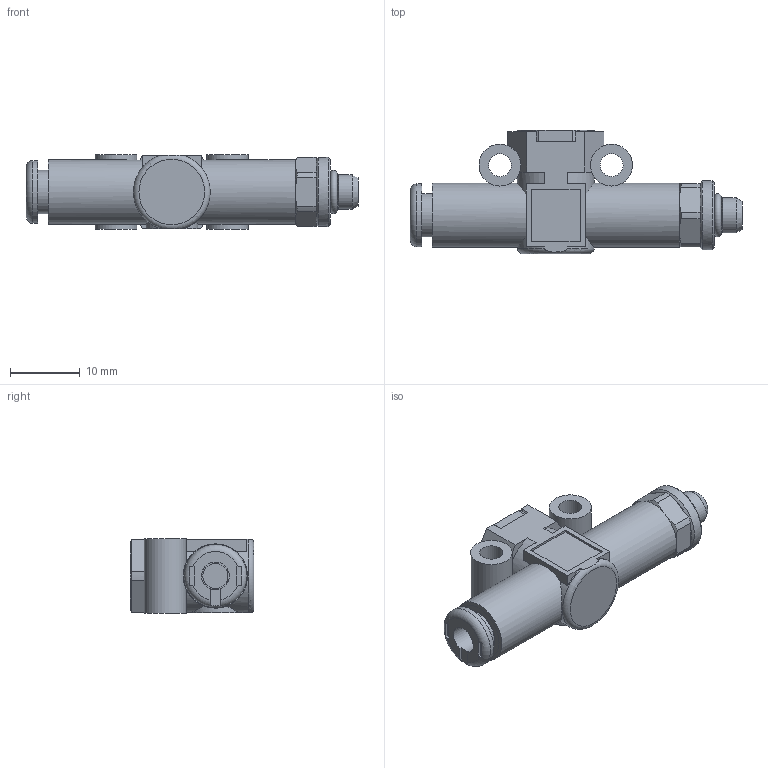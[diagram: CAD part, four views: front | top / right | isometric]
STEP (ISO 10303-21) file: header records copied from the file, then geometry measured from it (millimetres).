
FILE_DESCRIPTION( ( 'STEP AP214' ), ' ' );
FILE_NAME( '9064201.stp', '2017-03-31T09:55:49', ( '' ), ( '' ), ' ', 'PARTsolutions', ' ' );
FILE_SCHEMA( ( 'AUTOMOTIVE_DESIGN { 1 0 10303 214 1 1 1 1 }' ) );
Length unit declared in the file: millimetre
Products named in the file (5): 9064201; _LINE-ON-LINE D4 VSR-L body; _LINE-ON-LINE D4-M5 thread port; _LINE-ON-LINE D4 VNR-L bushing; _LINE ON LINE D4 VNR-L plate
Assembly tree (4 placements, depth 2):
  9064201
    _LINE-ON-LINE D4 VSR-L body
    _LINE-ON-LINE D4-M5 thread port
    _LINE-ON-LINE D4 VNR-L bushing
    _LINE ON LINE D4 VNR-L plate
Bounding box: 47.6 x 17.7 x 10.7 mm (x, y, z)
Volume: 3035.7 mm3; surface area: 4295.3 mm2
Topology: 4 solids, 4 shells, 159 faces, 378 edges, 245 vertices
Faces by surface type: plane 95, cylinder 53, cone 8, torus 3
Full cylindrical faces by diameter (mm): 2.5 x1, 3.3 x2, 3.6 x2, 4 x1, 4.1 x2, 4.2 x1, 5 x1, 6 x4, 6.2 x2, 6.4 x2, 6.5 x3, 7.5 x2, 7.8 x1, 8.1 x3, 9 x1, 9.2 x2, 9.9 x1
Entity records: 6146 total; most frequent: CARTESIAN_POINT 1261, DIRECTION 748, ORIENTED_EDGE 650, EDGE_CURVE 325, AXIS2_PLACEMENT_3D 293, VERTEX_POINT 236, EDGE_LOOP 234, FACE_OUTER_BOUND 193
